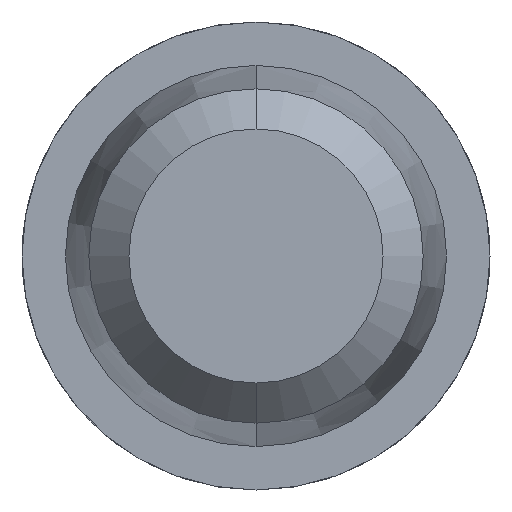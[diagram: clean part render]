
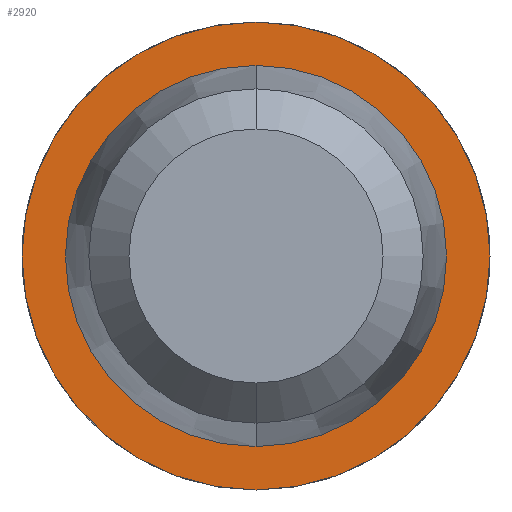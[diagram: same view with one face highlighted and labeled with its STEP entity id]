
A CAD part, front view. The second image highlights one B-rep face of the part: STEP entity #2920.
In plain terms, the highlighted planar face has unit normal (0, -1, 0).
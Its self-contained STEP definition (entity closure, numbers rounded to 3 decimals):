
#213 = CARTESIAN_POINT ( 'NONE',  ( 0., 26., 0. ) ) ;
#233 = EDGE_LOOP ( 'NONE', ( #3891, #2763 ) ) ;
#319 = FACE_OUTER_BOUND ( 'NONE', #1779, .T. ) ;
#335 = VERTEX_POINT ( 'NONE', #1314 ) ;
#385 = AXIS2_PLACEMENT_3D ( 'NONE', #213, #539, #2804 ) ;
#386 = VERTEX_POINT ( 'NONE', #959 ) ;
#410 = CARTESIAN_POINT ( 'NONE',  ( 0., 26., -0.7 ) ) ;
#455 = EDGE_CURVE ( 'Defeature ausgef�hrt2_9+Defeature ausgef�hrt2_10+Defeature ausgef�hrt2_10+Defeature ausgef�hrt2_10', #335, #386, #632, .T. ) ;
#466 = FACE_BOUND ( 'NONE', #233, .T. ) ;
#498 = CARTESIAN_POINT ( 'NONE',  ( 0., 26., 0. ) ) ;
#504 = CARTESIAN_POINT ( 'NONE',  ( 0., 26., 0. ) ) ;
#539 = DIRECTION ( 'NONE',  ( 0., -1., 0. ) ) ;
#628 = CIRCLE ( 'NONE', #385, 0.57 ) ;
#632 = CIRCLE ( 'NONE', #684, 0.57 ) ;
#655 = VERTEX_POINT ( 'NONE', #859 ) ;
#684 = AXIS2_PLACEMENT_3D ( 'NONE', #1067, #2654, #2936 ) ;
#859 = CARTESIAN_POINT ( 'NONE',  ( 0., 26., 0.7 ) ) ;
#882 = AXIS2_PLACEMENT_3D ( 'NONE', #504, #3408, #1829 ) ;
#905 = EDGE_CURVE ( 'Defeature ausgef�hrt2_10+Defeature ausgef�hrt2_11+Defeature ausgef�hrt2_11+Defeature ausgef�hrt2_11', #3147, #655, #1356, .T. ) ;
#932 = PLANE ( 'NONE',  #4173 ) ;
#959 = CARTESIAN_POINT ( 'NONE',  ( 0., 26., 0.57 ) ) ;
#1034 = EDGE_CURVE ( 'Defeature ausgef�hrt2_10+Defeature ausgef�hrt2_11+Defeature ausgef�hrt2_11+Defeature ausgef�hrt2_11', #655, #3147, #3761, .T. ) ;
#1067 = CARTESIAN_POINT ( 'NONE',  ( 0., 26., 0. ) ) ;
#1127 = DIRECTION ( 'NONE',  ( 0., 0., -1. ) ) ;
#1314 = CARTESIAN_POINT ( 'NONE',  ( 0., 26., -0.57 ) ) ;
#1356 = CIRCLE ( 'NONE', #882, 0.7 ) ;
#1371 = EDGE_CURVE ( 'Defeature ausgef�hrt2_9+Defeature ausgef�hrt2_10+Defeature ausgef�hrt2_10+Defeature ausgef�hrt2_10', #386, #335, #628, .T. ) ;
#1607 = CARTESIAN_POINT ( 'NONE',  ( 0.57, 26., 0. ) ) ;
#1779 = EDGE_LOOP ( 'NONE', ( #3056, #2001 ) ) ;
#1829 = DIRECTION ( 'NONE',  ( 0., 0., -1. ) ) ;
#1831 = AXIS2_PLACEMENT_3D ( 'NONE', #498, #4062, #1127 ) ;
#2001 = ORIENTED_EDGE ( 'NONE', *, *, #1034, .T. ) ;
#2654 = DIRECTION ( 'NONE',  ( 0., -1., 0. ) ) ;
#2763 = ORIENTED_EDGE ( 'NONE', *, *, #455, .F. ) ;
#2804 = DIRECTION ( 'NONE',  ( 0., 0., -1. ) ) ;
#2920 = ADVANCED_FACE ( 'Defeature ausgef�hrt2_10', ( #319, #466 ), #932, .T. ) ;
#2936 = DIRECTION ( 'NONE',  ( 0., 0., -1. ) ) ;
#3056 = ORIENTED_EDGE ( 'NONE', *, *, #905, .T. ) ;
#3147 = VERTEX_POINT ( 'NONE', #410 ) ;
#3408 = DIRECTION ( 'NONE',  ( 0., -1., 0. ) ) ;
#3761 = CIRCLE ( 'NONE', #1831, 0.7 ) ;
#3832 = DIRECTION ( 'NONE',  ( 0., -1., 0. ) ) ;
#3891 = ORIENTED_EDGE ( 'NONE', *, *, #1371, .F. ) ;
#4062 = DIRECTION ( 'NONE',  ( 0., -1., 0. ) ) ;
#4091 = DIRECTION ( 'NONE',  ( 0., 0., -1. ) ) ;
#4173 = AXIS2_PLACEMENT_3D ( 'NONE', #1607, #3832, #4091 ) ;
